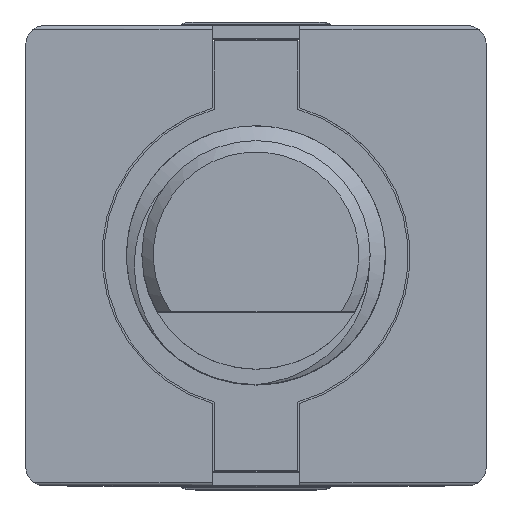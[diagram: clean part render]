
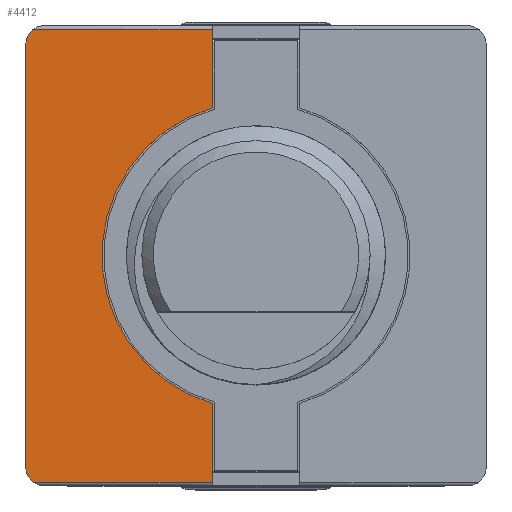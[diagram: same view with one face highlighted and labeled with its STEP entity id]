
A CAD part, top view. The second image highlights one B-rep face of the part: STEP entity #4412.
In plain terms, the highlighted planar face has unit normal (0, 0, 1).
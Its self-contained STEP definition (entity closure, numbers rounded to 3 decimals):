
#62=PLANE('',#4686);
#395=FACE_OUTER_BOUND('',#624,.T.);
#624=EDGE_LOOP('',(#3333,#3334,#3335,#3336,#3337,#3338,#3339,#3340));
#816=CIRCLE('',#4638,4.05);
#835=CIRCLE('',#4687,0.5);
#836=CIRCLE('',#4688,0.5);
#1138=LINE('',#7614,#1645);
#1139=LINE('',#7615,#1646);
#1140=LINE('',#7617,#1647);
#1141=LINE('',#7619,#1648);
#1142=LINE('',#7622,#1649);
#1645=VECTOR('',#5290,1000.);
#1646=VECTOR('',#5291,1000.);
#1647=VECTOR('',#5292,1000.);
#1648=VECTOR('',#5293,1000.);
#1649=VECTOR('',#5296,1000.);
#2002=VERTEX_POINT('',#7203);
#2003=VERTEX_POINT('',#7204);
#2172=VERTEX_POINT('',#7610);
#2173=VERTEX_POINT('',#7611);
#2174=VERTEX_POINT('',#7613);
#2175=VERTEX_POINT('',#7616);
#2176=VERTEX_POINT('',#7618);
#2177=VERTEX_POINT('',#7620);
#2434=EDGE_CURVE('',#2002,#2003,#816,.T.);
#2637=EDGE_CURVE('',#2172,#2173,#835,.T.);
#2638=EDGE_CURVE('',#2173,#2174,#1138,.T.);
#2639=EDGE_CURVE('',#2003,#2174,#1139,.T.);
#2640=EDGE_CURVE('',#2175,#2002,#1140,.T.);
#2641=EDGE_CURVE('',#2175,#2176,#1141,.T.);
#2642=EDGE_CURVE('',#2176,#2177,#836,.T.);
#2643=EDGE_CURVE('',#2177,#2172,#1142,.T.);
#3333=ORIENTED_EDGE('',*,*,#2637,.T.);
#3334=ORIENTED_EDGE('',*,*,#2638,.T.);
#3335=ORIENTED_EDGE('',*,*,#2639,.F.);
#3336=ORIENTED_EDGE('',*,*,#2434,.F.);
#3337=ORIENTED_EDGE('',*,*,#2640,.F.);
#3338=ORIENTED_EDGE('',*,*,#2641,.T.);
#3339=ORIENTED_EDGE('',*,*,#2642,.T.);
#3340=ORIENTED_EDGE('',*,*,#2643,.T.);
#4412=ADVANCED_FACE('',(#395),#62,.F.);
#4638=AXIS2_PLACEMENT_3D('',#7205,#5008,#5009);
#4686=AXIS2_PLACEMENT_3D('',#7609,#5286,#5287);
#4687=AXIS2_PLACEMENT_3D('',#7612,#5288,#5289);
#4688=AXIS2_PLACEMENT_3D('',#7621,#5294,#5295);
#5008=DIRECTION('center_axis',(0.,0.,1.));
#5009=DIRECTION('ref_axis',(1.,0.,0.));
#5286=DIRECTION('center_axis',(0.,0.,-1.));
#5287=DIRECTION('ref_axis',(-1.,0.,0.));
#5288=DIRECTION('center_axis',(0.,0.,1.));
#5289=DIRECTION('ref_axis',(-1.,0.,0.));
#5290=DIRECTION('',(1.,0.,0.));
#5291=DIRECTION('',(0.,-1.,0.));
#5292=DIRECTION('',(0.,-1.,0.));
#5293=DIRECTION('',(-1.,0.,0.));
#5294=DIRECTION('center_axis',(0.,0.,1.));
#5295=DIRECTION('ref_axis',(-1.,0.,0.));
#5296=DIRECTION('',(0.,-1.,0.));
#7203=CARTESIAN_POINT('',(7.35,-5.917,18.5));
#7204=CARTESIAN_POINT('',(7.35,-13.683,18.5));
#7205=CARTESIAN_POINT('Origin',(8.5,-9.8,18.5));
#7609=CARTESIAN_POINT('Origin',(8.5,-9.8,18.5));
#7610=CARTESIAN_POINT('',(2.45,-15.35,18.5));
#7611=CARTESIAN_POINT('',(2.65,-15.75,18.5));
#7612=CARTESIAN_POINT('Origin',(2.95,-15.35,18.5));
#7613=CARTESIAN_POINT('',(7.35,-15.75,18.5));
#7614=CARTESIAN_POINT('',(8.5,-15.75,18.5));
#7615=CARTESIAN_POINT('',(7.35,-13.683,18.5));
#7616=CARTESIAN_POINT('',(7.35,-3.85,18.5));
#7617=CARTESIAN_POINT('',(7.35,-4.1,18.5));
#7618=CARTESIAN_POINT('',(2.65,-3.85,18.5));
#7619=CARTESIAN_POINT('',(8.5,-3.85,18.5));
#7620=CARTESIAN_POINT('',(2.45,-4.25,18.5));
#7621=CARTESIAN_POINT('Origin',(2.95,-4.25,18.5));
#7622=CARTESIAN_POINT('',(2.45,-15.85,18.5));
